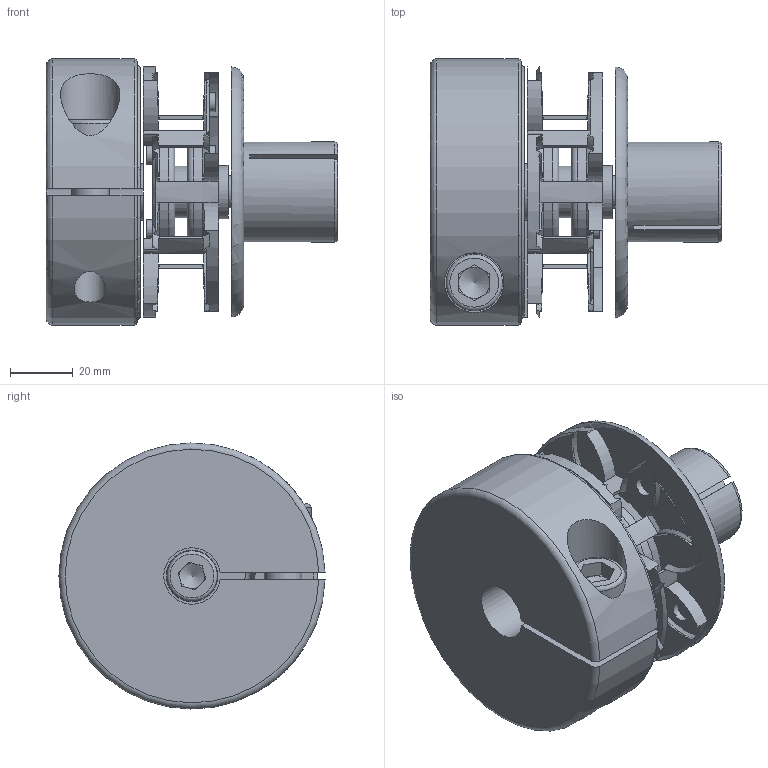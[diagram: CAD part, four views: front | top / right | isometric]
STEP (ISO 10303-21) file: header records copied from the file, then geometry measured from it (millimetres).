
FILE_DESCRIPTION(/* description */ ('Unknown'),/* implementation_level */ '2;1');
FILE_NAME(/* name */ 'EKS 200',/* time_stamp */ '2021-02-22T09:47:07+01:00',/* author */ ('Unknown'),/* organization */ ('Unknown'),/* preprocessor_version */ 'ST-DEVELOPER v16.7',/* originating_system */ 'DEX',/* authorisation */ $);
FILE_SCHEMA (('AUTOMOTIVE_DESIGN {1 0 10303 214 3 1 1}'));
Length unit declared in the file: millimetre
Products named in the file (1): EKS 200
Bounding box: 93 x 84.99 x 84.99 mm (x, y, z)
Volume: 240257.7 mm3; surface area: 59290.1 mm2
Topology: 1 solids, 1 shells, 250 faces, 686 edges, 445 vertices
Faces by surface type: cylinder 98, cone 75, plane 69, torus 8
Full cylindrical faces by diameter (mm): 6 x8, 8.5 x1, 10 x1, 10.2 x1, 10.4 x1, 12 x1, 12.5 x1, 13 x1, 16 x1, 16.5 x1, 17 x1, 18 x1, 19 x1, 32 x1, 38 x2
Entity records: 7969 total; most frequent: CARTESIAN_POINT 1953, ORIENTED_EDGE 1256, DIRECTION 1226, EDGE_CURVE 628, AXIS2_PLACEMENT_3D 525, VERTEX_POINT 425, FACE_BOUND 315, EDGE_LOOP 313
